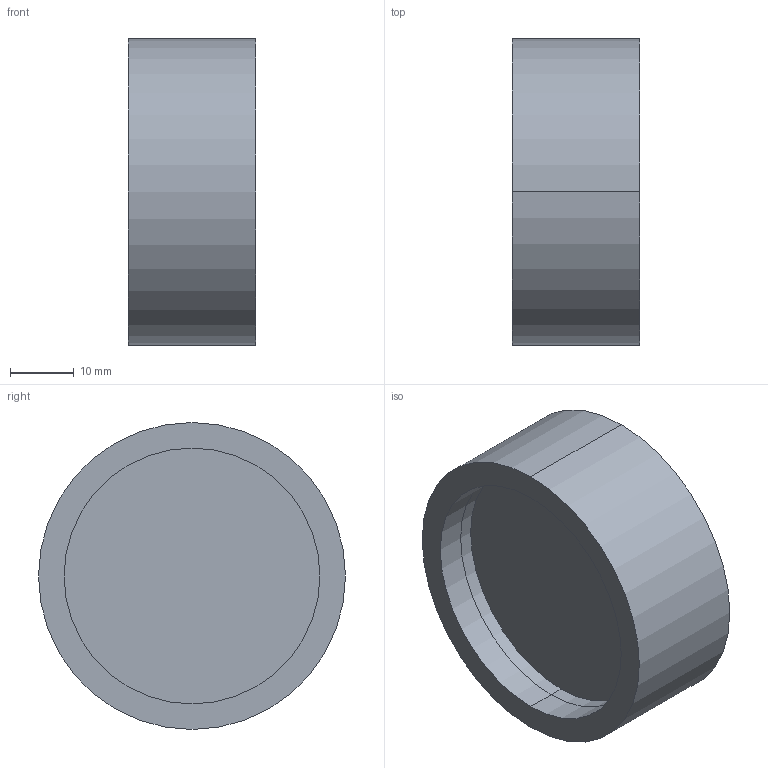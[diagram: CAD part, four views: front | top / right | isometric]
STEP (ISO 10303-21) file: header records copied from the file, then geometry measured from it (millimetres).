
FILE_DESCRIPTION (( 'STEP AP203' ), '1' );
FILE_NAME ('S6ASS5120_075_01.STEP', '2016-03-16T12:08:31', ( 'poweredge' ), ( 'Hewlett-Packard Company' ), 'SwSTEP 2.0', 'SolidWorks 2015', '' );
FILE_SCHEMA (( 'CONFIG_CONTROL_DESIGN' ));
Length unit declared in the file: millimetre
Products named in the file (1): S6ASS5120_075_01
Bounding box: 20 x 48 x 48 mm (x, y, z)
Volume: 21977.3 mm3; surface area: 8125.1 mm2
Topology: 1 solids, 1 shells, 20 faces, 44 edges, 28 vertices
Faces by surface type: cylinder 10, plane 8, cone 2
Entity records: 645 total; most frequent: DIRECTION 106, CARTESIAN_POINT 105, ORIENTED_EDGE 88, AXIS2_PLACEMENT_3D 45, EDGE_CURVE 44, VERTEX_POINT 28, EDGE_LOOP 24, CIRCLE 24
